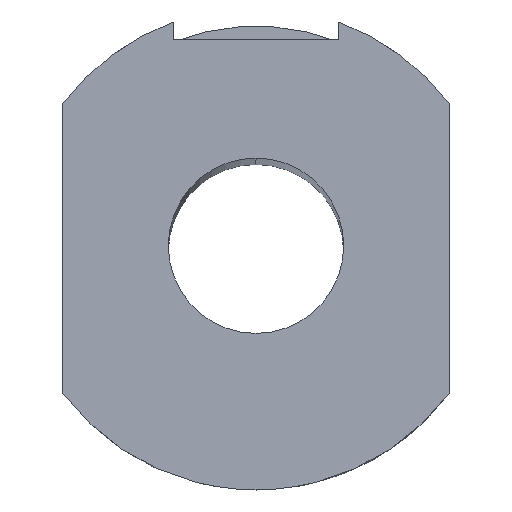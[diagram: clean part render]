
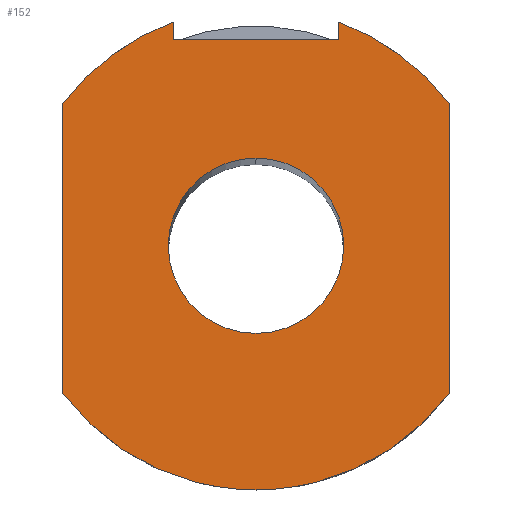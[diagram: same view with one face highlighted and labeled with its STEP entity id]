
A CAD part, top view. The second image highlights one B-rep face of the part: STEP entity #152.
In plain terms, the highlighted planar face has unit normal (0, 0.035, 0.999).
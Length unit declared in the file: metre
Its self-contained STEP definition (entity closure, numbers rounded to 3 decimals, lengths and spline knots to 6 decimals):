
#9 = ORIENTED_EDGE ( 'NONE', *, *, #374, .F. ) ;
#14 = LINE ( 'NONE', #137, #355 ) ;
#15 = AXIS2_PLACEMENT_3D ( 'NONE', #246, #376, #187 ) ;
#18 = VERTEX_POINT ( 'NONE', #396 ) ;
#22 = DIRECTION ( 'NONE',  ( 0., -0.999, 0.035 ) ) ;
#33 = DIRECTION ( 'NONE',  ( 0., 0.035, 0.999 ) ) ;
#39 = DIRECTION ( 'NONE',  ( 0., -0.999, 0.035 ) ) ;
#42 = CARTESIAN_POINT ( 'NONE',  ( 0., -0.062105, -0.000017 ) ) ;
#43 = CARTESIAN_POINT ( 'NONE',  ( 0.033333, -0.087584, 0.000873 ) ) ;
#51 = EDGE_CURVE ( 'NONE', #364, #351, #126, .T. ) ;
#56 = AXIS2_PLACEMENT_3D ( 'NONE', #284, #33, #293 ) ;
#58 = DIRECTION ( 'NONE',  ( 0., 0.035, 0.999 ) ) ;
#59 = CARTESIAN_POINT ( 'NONE',  ( -0.014259, -0.026511, -0.001264 ) ) ;
#66 = CARTESIAN_POINT ( 'NONE',  ( 0.014259, -0.026511, -0.001267 ) ) ;
#69 = CIRCLE ( 'NONE', #280, 0.015143 ) ;
#72 = DIRECTION ( 'NONE',  ( 0., -0.035, -0.999 ) ) ;
#80 = CARTESIAN_POINT ( 'NONE',  ( 0., -0.0626, 0. ) ) ;
#84 = LINE ( 'NONE', #59, #206 ) ;
#87 = CIRCLE ( 'NONE', #370, 0.041667 ) ;
#92 = LINE ( 'NONE', #224, #160 ) ;
#103 = LINE ( 'NONE', #66, #255 ) ;
#123 = EDGE_CURVE ( 'NONE', #165, #290, #69, .T. ) ;
#126 = CIRCLE ( 'NONE', #220, 0.041667 ) ;
#127 = DIRECTION ( 'NONE',  ( 0., 0.999, -0.035 ) ) ;
#133 = EDGE_CURVE ( 'NONE', #18, #209, #14, .T. ) ;
#134 = ORIENTED_EDGE ( 'NONE', *, *, #325, .T. ) ;
#137 = CARTESIAN_POINT ( 'NONE',  ( -0.033333, -0.087584, 0.000879 ) ) ;
#139 = CARTESIAN_POINT ( 'NONE',  ( 0.014259, -0.023473, -0.001373 ) ) ;
#140 = ORIENTED_EDGE ( 'NONE', *, *, #221, .F. ) ;
#143 = ORIENTED_EDGE ( 'NONE', *, *, #248, .F. ) ;
#150 = FACE_OUTER_BOUND ( 'NONE', #353, .T. ) ;
#151 = ORIENTED_EDGE ( 'NONE', *, *, #51, .F. ) ;
#152 = ADVANCED_FACE ( 'NONE', ( #150, #402 ), #338, .T. ) ;
#160 = VECTOR ( 'NONE', #39, 1. ) ;
#165 = VERTEX_POINT ( 'NONE', #182 ) ;
#167 = CARTESIAN_POINT ( 'NONE',  ( 0.033333, -0.037615, -0.000879 ) ) ;
#168 = DIRECTION ( 'NONE',  ( 0., -0.035, -0.999 ) ) ;
#171 = VERTEX_POINT ( 'NONE', #239 ) ;
#173 = EDGE_LOOP ( 'NONE', ( #134, #277 ) ) ;
#176 = ORIENTED_EDGE ( 'NONE', *, *, #133, .F. ) ;
#177 = CIRCLE ( 'NONE', #15, 0.015143 ) ;
#182 = CARTESIAN_POINT ( 'NONE',  ( 0., -0.077238, 0.000513 ) ) ;
#187 = DIRECTION ( 'NONE',  ( 0., -0.999, 0.035 ) ) ;
#190 = ORIENTED_EDGE ( 'NONE', *, *, #345, .F. ) ;
#194 = AXIS2_PLACEMENT_3D ( 'NONE', #311, #58, #210 ) ;
#196 = VERTEX_POINT ( 'NONE', #337 ) ;
#206 = VECTOR ( 'NONE', #268, 1. ) ;
#209 = VERTEX_POINT ( 'NONE', #253 ) ;
#210 = DIRECTION ( 'NONE',  ( 1., -0.003, 0. ) ) ;
#213 = DIRECTION ( 'NONE',  ( -1., 0., 0. ) ) ;
#220 = AXIS2_PLACEMENT_3D ( 'NONE', #80, #307, #213 ) ;
#221 = EDGE_CURVE ( 'NONE', #209, #312, #87, .T. ) ;
#224 = CARTESIAN_POINT ( 'NONE',  ( 0.033333, -0.037615, -0.000879 ) ) ;
#225 = CARTESIAN_POINT ( 'NONE',  ( 0., -0.0626, 0. ) ) ;
#236 = CARTESIAN_POINT ( 'NONE',  ( -0.014259, -0.023473, -0.00137 ) ) ;
#239 = CARTESIAN_POINT ( 'NONE',  ( -0.014259, -0.026511, -0.001264 ) ) ;
#246 = CARTESIAN_POINT ( 'NONE',  ( 0., -0.062105, -0.000017 ) ) ;
#248 = EDGE_CURVE ( 'NONE', #196, #364, #103, .T. ) ;
#250 = CARTESIAN_POINT ( 'NONE',  ( 0., -0.046971, -0.000548 ) ) ;
#253 = CARTESIAN_POINT ( 'NONE',  ( -0.033333, -0.037615, -0.000873 ) ) ;
#255 = VECTOR ( 'NONE', #127, 1. ) ;
#268 = DIRECTION ( 'NONE',  ( 1., 0., 0. ) ) ;
#269 = ORIENTED_EDGE ( 'NONE', *, *, #404, .T. ) ;
#277 = ORIENTED_EDGE ( 'NONE', *, *, #123, .T. ) ;
#280 = AXIS2_PLACEMENT_3D ( 'NONE', #42, #168, #361 ) ;
#284 = CARTESIAN_POINT ( 'NONE',  ( 0., -0.0626, 0. ) ) ;
#286 = CARTESIAN_POINT ( 'NONE',  ( -0.014259, -0.023473, -0.00137 ) ) ;
#290 = VERTEX_POINT ( 'NONE', #250 ) ;
#293 = DIRECTION ( 'NONE',  ( 0., 0.999, -0.035 ) ) ;
#306 = ORIENTED_EDGE ( 'NONE', *, *, #377, .F. ) ;
#307 = DIRECTION ( 'NONE',  ( 0., -0.035, -0.999 ) ) ;
#311 = CARTESIAN_POINT ( 'NONE',  ( 0., -0.000077, -0.002192 ) ) ;
#312 = VERTEX_POINT ( 'NONE', #286 ) ;
#325 = EDGE_CURVE ( 'NONE', #290, #165, #177, .T. ) ;
#331 = CIRCLE ( 'NONE', #56, 0.041667 ) ;
#337 = CARTESIAN_POINT ( 'NONE',  ( 0.014259, -0.026511, -0.001267 ) ) ;
#338 = PLANE ( 'NONE',  #194 ) ;
#345 = EDGE_CURVE ( 'NONE', #351, #363, #92, .T. ) ;
#350 = VECTOR ( 'NONE', #22, 1. ) ;
#351 = VERTEX_POINT ( 'NONE', #167 ) ;
#352 = DIRECTION ( 'NONE',  ( -1., 0., 0. ) ) ;
#353 = EDGE_LOOP ( 'NONE', ( #143, #306, #9, #140, #176, #269, #190, #151 ) ) ;
#355 = VECTOR ( 'NONE', #392, 1. ) ;
#361 = DIRECTION ( 'NONE',  ( 0., -0.999, 0.035 ) ) ;
#363 = VERTEX_POINT ( 'NONE', #43 ) ;
#364 = VERTEX_POINT ( 'NONE', #139 ) ;
#369 = LINE ( 'NONE', #236, #350 ) ;
#370 = AXIS2_PLACEMENT_3D ( 'NONE', #225, #72, #352 ) ;
#374 = EDGE_CURVE ( 'NONE', #312, #171, #369, .T. ) ;
#376 = DIRECTION ( 'NONE',  ( 0., -0.035, -0.999 ) ) ;
#377 = EDGE_CURVE ( 'NONE', #171, #196, #84, .T. ) ;
#392 = DIRECTION ( 'NONE',  ( 0., 0.999, -0.035 ) ) ;
#396 = CARTESIAN_POINT ( 'NONE',  ( -0.033333, -0.087584, 0.000879 ) ) ;
#402 = FACE_BOUND ( 'NONE', #173, .T. ) ;
#404 = EDGE_CURVE ( 'NONE', #18, #363, #331, .T. ) ;
